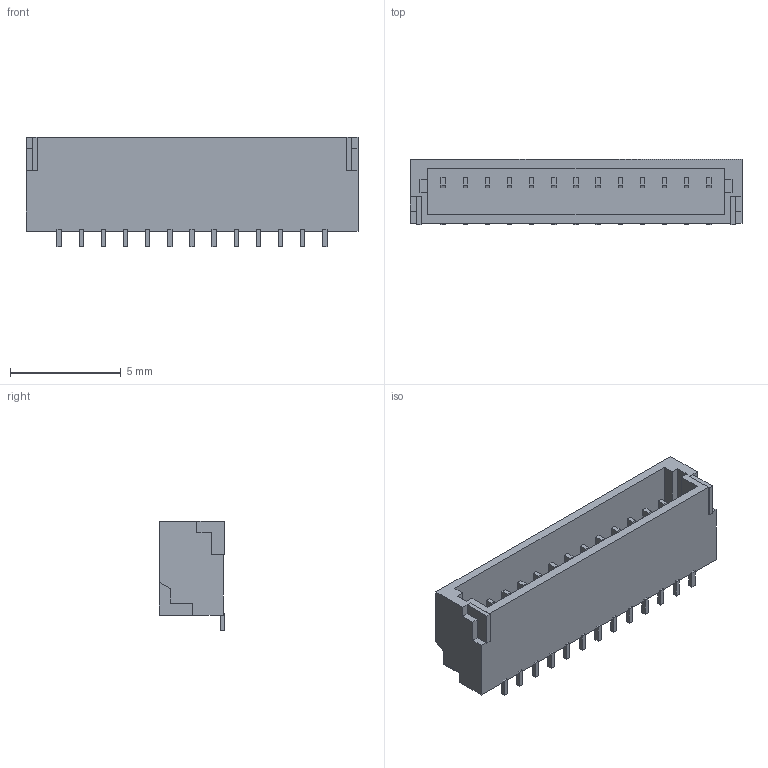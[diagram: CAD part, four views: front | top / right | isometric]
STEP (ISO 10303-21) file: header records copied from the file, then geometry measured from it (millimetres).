
FILE_DESCRIPTION (( 'STEP AP214' ), '1' );
FILE_NAME ('JST_SH_SM13B-SRSS-TB.STEP', '2021-01-14T14:16:47+00:00', 'Stefan Hamminga', '', '', '', '');
FILE_SCHEMA (( 'AUTOMOTIVE_DESIGN' ));
Length unit declared in the file: millimetre
Products named in the file (1): JST_SH_SM13B-SRSS-TB
Bounding box: 15 x 2.96 x 4.95 mm (x, y, z)
Volume: 103 mm3; surface area: 426.9 mm2
Topology: 16 solids, 16 shells, 237 faces, 612 edges, 408 vertices
Faces by surface type: plane 237
Entity records: 9171 total; most frequent: CARTESIAN_POINT 1258, ORIENTED_EDGE 1224, DIRECTION 1088, VECTOR 612, LINE 612, EDGE_CURVE 612, VERTEX_POINT 408, AXIS2_PLACEMENT_3D 238
